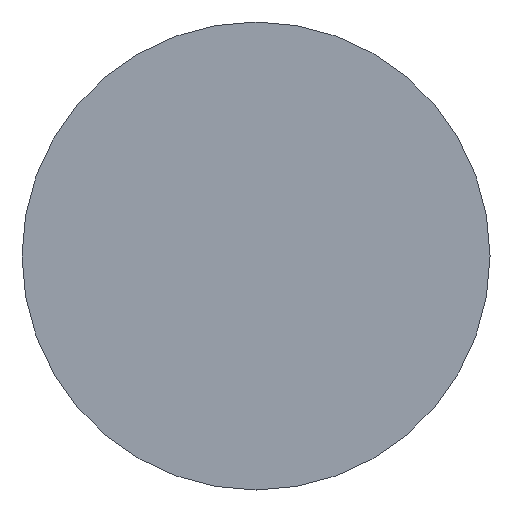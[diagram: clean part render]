
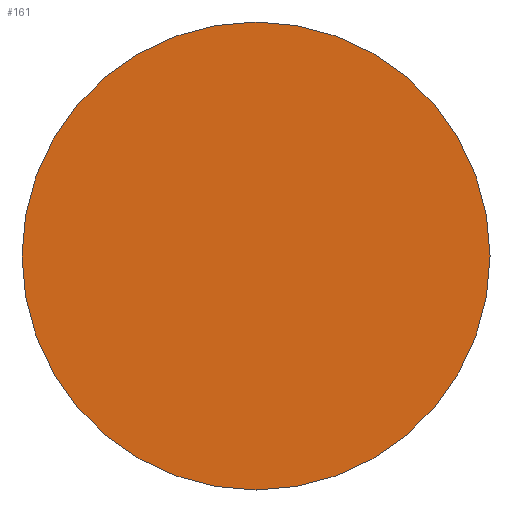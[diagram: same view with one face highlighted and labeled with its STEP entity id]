
A CAD part, front view. The second image highlights one B-rep face of the part: STEP entity #161.
In plain terms, the highlighted planar face has unit normal (0, -1, 0).
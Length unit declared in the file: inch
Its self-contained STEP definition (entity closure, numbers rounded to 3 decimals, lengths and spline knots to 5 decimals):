
#1 = FACE_OUTER_BOUND ( 'NONE', #219, .T. ) ;
#4 = AXIS2_PLACEMENT_3D ( 'NONE', #90, #20, #224 ) ;
#20 = DIRECTION ( 'NONE',  ( 0., -1., 0. ) ) ;
#31 = CARTESIAN_POINT ( 'NONE',  ( 0., 0., -0.375 ) ) ;
#38 = ORIENTED_EDGE ( 'NONE', *, *, #246, .T. ) ;
#55 = DIRECTION ( 'NONE',  ( 0., 0., -1. ) ) ;
#90 = CARTESIAN_POINT ( 'NONE',  ( 0., 0., 0. ) ) ;
#109 = VERTEX_POINT ( 'NONE', #120 ) ;
#113 = CARTESIAN_POINT ( 'NONE',  ( 0., 0., 0. ) ) ;
#120 = CARTESIAN_POINT ( 'NONE',  ( 0., 0., 0.375 ) ) ;
#127 = AXIS2_PLACEMENT_3D ( 'NONE', #298, #265, #55 ) ;
#161 = ADVANCED_FACE ( 'NONE', ( #1 ), #234, .T. ) ;
#191 = AXIS2_PLACEMENT_3D ( 'NONE', #113, #210, #263 ) ;
#210 = DIRECTION ( 'NONE',  ( 0., -1., 0. ) ) ;
#218 = VERTEX_POINT ( 'NONE', #31 ) ;
#219 = EDGE_LOOP ( 'NONE', ( #38, #271 ) ) ;
#224 = DIRECTION ( 'NONE',  ( 0., 0., -1. ) ) ;
#234 = PLANE ( 'NONE',  #4 ) ;
#242 = EDGE_CURVE ( 'NONE', #109, #218, #307, .T. ) ;
#246 = EDGE_CURVE ( 'NONE', #218, #109, #300, .T. ) ;
#263 = DIRECTION ( 'NONE',  ( 0., 0., -1. ) ) ;
#265 = DIRECTION ( 'NONE',  ( 0., -1., 0. ) ) ;
#271 = ORIENTED_EDGE ( 'NONE', *, *, #242, .T. ) ;
#298 = CARTESIAN_POINT ( 'NONE',  ( 0., 0., 0. ) ) ;
#300 = CIRCLE ( 'NONE', #127, 0.375 ) ;
#307 = CIRCLE ( 'NONE', #191, 0.375 ) ;
